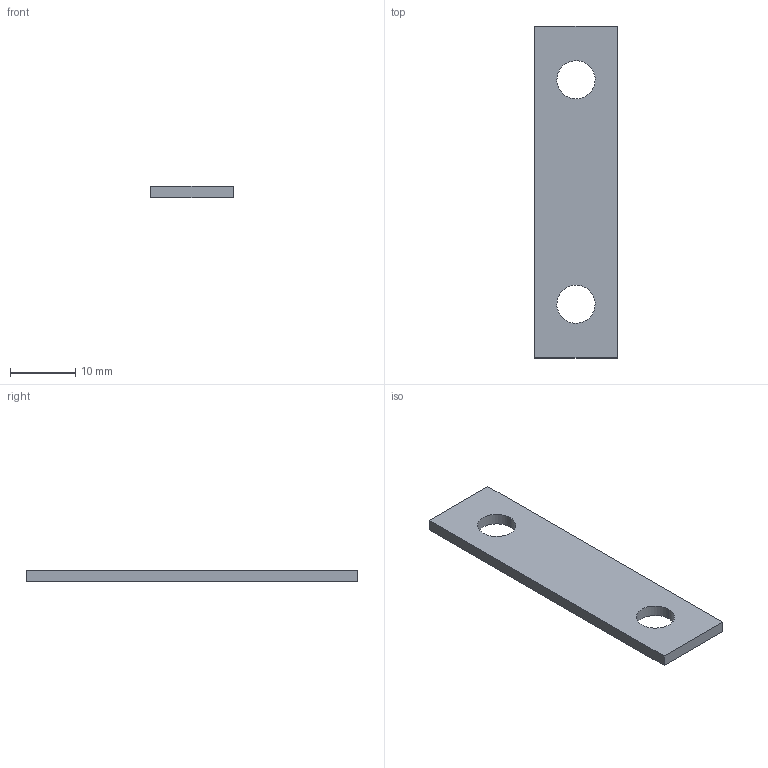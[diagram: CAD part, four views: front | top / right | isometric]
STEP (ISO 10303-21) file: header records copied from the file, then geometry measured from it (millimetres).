
FILE_DESCRIPTION(/* description */ (''),/* implementation_level */ '2;1');
FILE_NAME(/* name */ 'MXL Belt Plate',/* time_stamp */ '2014-03-05T18:02:54-06:00',/* author */ (''),/* organization */ (''),/* preprocessor_version */ 'ST-DEVELOPER v15',/* originating_system */ '',/* authorisation */ '');
FILE_SCHEMA (('AUTOMOTIVE_DESIGN'));
Length unit declared in the file: inch
Products named in the file (1): Document
Bounding box: 12.7 x 50.8 x 1.78 mm (x, y, z)
Volume: 1051.6 mm3; surface area: 1474.3 mm2
Topology: 1 solids, 1 shells, 10 faces, 27 edges, 19 vertices
Faces by surface type: plane 6, bspline 4
Entity records: 353 total; most frequent: CARTESIAN_POINT 160, ORIENTED_EDGE 48, EDGE_CURVE 24, VERTEX_POINT 16, EDGE_LOOP 14, B_SPLINE_CURVE_WITH_KNOTS 13, DIRECTION 12, ADVANCED_FACE 10
